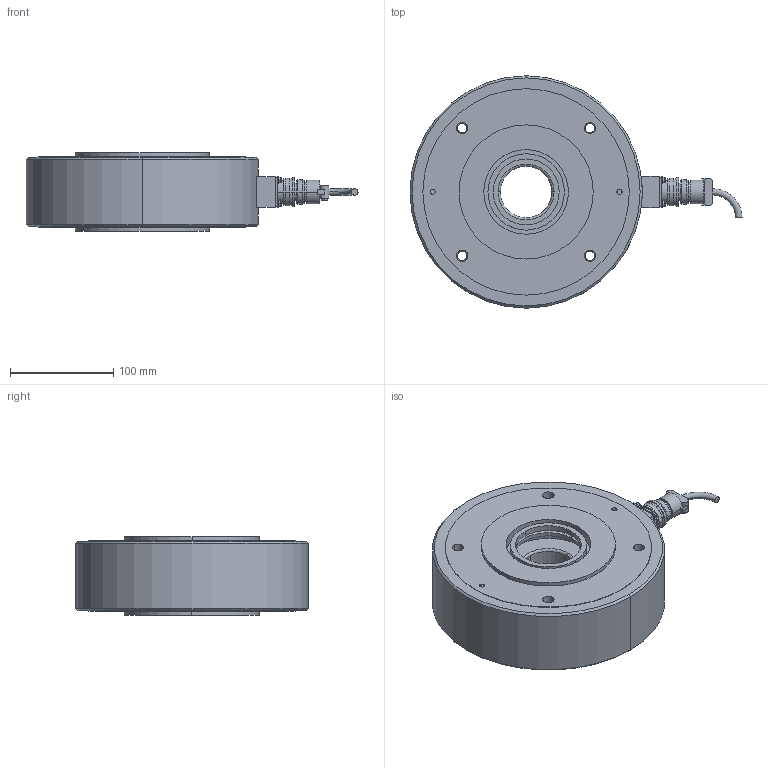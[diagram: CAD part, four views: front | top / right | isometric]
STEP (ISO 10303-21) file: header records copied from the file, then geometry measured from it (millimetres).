
FILE_DESCRIPTION((''),'2;1');
FILE_NAME('50222.stp','2007-01-15T09:52:03',(''),(''),'Mechanical Desktop 2007','Mechanical Desktop 2007',', , ');
FILE_SCHEMA(('CONFIG_CONTROL_DESIGN'));
Length unit declared in the file: millimetre
Products named in the file (25): L50222; L49152; TEIL1AA; L49153; TEIL1AAA; L4340402; TEIL1AAAA; V_RING_V65AA; V_RING_V65A; L4963304; TEIL1; L49026; TEIL1A; FEDERRING_M3A; FEDERRING_M3; I-6KT_SCHRAUBE_M3X25; I-6KT_SCHRAUBE_M3X25A; I-6KT_SCHRAUBE_M6X60; I-6KT_SCHRAUBE_M6X60A; PENDELKUGELLAGER_1310TVA; PENDELKUGELLAGER_1310TV; SICHERUNGSRING_J110; SICHERUNGSRING_J110A; FLANSCHDOSE_14S-2P_4-POLIGA; FLANSCHDOSE_14S-2P_4-POLIG
Assembly tree (32 placements, depth 3):
  L50222
    L49152
      TEIL1AA
    L49153
      TEIL1AAA
    L4340402  x2
      TEIL1AAAA
    V_RING_V65AA  x2
      V_RING_V65A
    L4963304
      TEIL1
    L49026
      TEIL1A
    FEDERRING_M3A  x4
      FEDERRING_M3
    I-6KT_SCHRAUBE_M3X25  x4
      I-6KT_SCHRAUBE_M3X25A
    I-6KT_SCHRAUBE_M6X60
      I-6KT_SCHRAUBE_M6X60A
    PENDELKUGELLAGER_1310TVA
      PENDELKUGELLAGER_1310TV
    SICHERUNGSRING_J110
      SICHERUNGSRING_J110A
    FLANSCHDOSE_14S-2P_4-POLIGA
      FLANSCHDOSE_14S-2P_4-POLIG
Bounding box: 321.65 x 225 x 75.9 mm (x, y, z)
Volume: 2412523.2 mm3; surface area: 389244.6 mm2
Topology: 20 solids, 20 shells, 403 faces, 941 edges, 619 vertices
Faces by surface type: cylinder 234, plane 111, cone 34, torus 20, bspline 4
Entity records: 9938 total; most frequent: DIRECTION 1862, CARTESIAN_POINT 1715, ORIENTED_EDGE 1452, AXIS2_PLACEMENT_3D 793, EDGE_CURVE 726, VERTEX_POINT 480, CIRCLE 450, EDGE_LOOP 434
